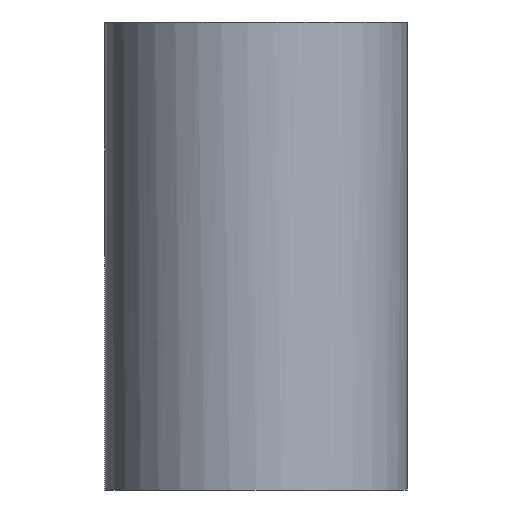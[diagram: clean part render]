
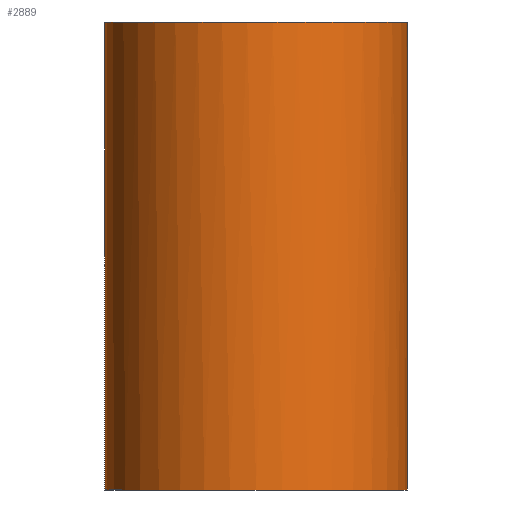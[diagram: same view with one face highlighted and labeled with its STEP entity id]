
A CAD part, front view. The second image highlights one B-rep face of the part: STEP entity #2889.
In plain terms, the highlighted cylindrical face has radius 15.24 mm (diameter 30.48 mm), a full revolution.
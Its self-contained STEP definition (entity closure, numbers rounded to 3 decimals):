
#209=FACE_OUTER_BOUND('',#369,.T.);
#369=EDGE_LOOP('',(#2605,#2606,#2607,#2608,#2609,#2610,#2611,#2612));
#381=CIRCLE('',#3034,15.24);
#385=CIRCLE('',#3054,15.24);
#386=CIRCLE('',#3055,15.24);
#388=CIRCLE('',#3062,15.24);
#804=LINE('',#14874,#972);
#811=LINE('',#14887,#979);
#814=LINE('',#16034,#982);
#972=VECTOR('',#3545,10.);
#979=VECTOR('',#3558,10.);
#982=VECTOR('',#3593,15.24);
#1236=VERTEX_POINT('',#14462);
#1266=VERTEX_POINT('',#14722);
#1267=VERTEX_POINT('',#14724);
#1268=VERTEX_POINT('',#14726);
#1271=VERTEX_POINT('',#14873);
#1274=VERTEX_POINT('',#14885);
#1648=EDGE_CURVE('',#1236,#1236,#381,.T.);
#1692=EDGE_CURVE('',#1267,#1266,#385,.T.);
#1693=EDGE_CURVE('',#1268,#1267,#386,.T.);
#1698=EDGE_CURVE('',#1271,#1268,#804,.T.);
#1705=EDGE_CURVE('',#1266,#1274,#811,.T.);
#1706=EDGE_CURVE('',#1274,#1271,#388,.T.);
#1722=EDGE_CURVE('',#1236,#1267,#814,.T.);
#2605=ORIENTED_EDGE('',*,*,#1648,.F.);
#2606=ORIENTED_EDGE('',*,*,#1722,.T.);
#2607=ORIENTED_EDGE('',*,*,#1692,.T.);
#2608=ORIENTED_EDGE('',*,*,#1705,.T.);
#2609=ORIENTED_EDGE('',*,*,#1706,.T.);
#2610=ORIENTED_EDGE('',*,*,#1698,.T.);
#2611=ORIENTED_EDGE('',*,*,#1693,.T.);
#2612=ORIENTED_EDGE('',*,*,#1722,.F.);
#2735=CYLINDRICAL_SURFACE('',#3076,15.24);
#2889=ADVANCED_FACE('',(#209),#2735,.T.);
#3034=AXIS2_PLACEMENT_3D('',#14463,#3457,#3458);
#3054=AXIS2_PLACEMENT_3D('',#14725,#3535,#3536);
#3055=AXIS2_PLACEMENT_3D('',#14727,#3537,#3538);
#3062=AXIS2_PLACEMENT_3D('',#14889,#3561,#3562);
#3076=AXIS2_PLACEMENT_3D('',#16033,#3591,#3592);
#3457=DIRECTION('center_axis',(0.,0.,
-1.));
#3458=DIRECTION('ref_axis',(1.,0.,0.));
#3535=DIRECTION('center_axis',(0.,0.,
-1.));
#3536=DIRECTION('ref_axis',(1.,0.,0.));
#3537=DIRECTION('center_axis',(0.,0.,
-1.));
#3538=DIRECTION('ref_axis',(1.,0.,0.));
#3545=DIRECTION('',(0.,0.,1.));
#3558=DIRECTION('',(0.,0.,-1.));
#3561=DIRECTION('center_axis',(0.,0.,-1.));
#3562=DIRECTION('ref_axis',(1.,0.,0.));
#3591=DIRECTION('center_axis',(0.,0.,
-1.));
#3592=DIRECTION('ref_axis',(1.,0.,0.));
#3593=DIRECTION('',(0.,0.,1.));
#14462=CARTESIAN_POINT('',(-15.5,-41.98,-17.34));
#14463=CARTESIAN_POINT('Origin',(-0.26,-41.98,-17.34));
#14722=CARTESIAN_POINT('',(-7.405,-28.519,29.76));
#14724=CARTESIAN_POINT('',(-15.5,-41.98,29.76));
#14725=CARTESIAN_POINT('Origin',(-0.26,-41.98,29.76));
#14726=CARTESIAN_POINT('',(7.145,-28.66,29.76));
#14727=CARTESIAN_POINT('Origin',(-0.26,-41.98,29.76));
#14873=CARTESIAN_POINT('',(7.145,-28.66,-2.24));
#14874=CARTESIAN_POINT('',(7.145,-28.66,29.76));
#14885=CARTESIAN_POINT('',(-7.405,-28.519,-2.24));
#14887=CARTESIAN_POINT('',(-7.405,-28.519,29.76));
#14889=CARTESIAN_POINT('Origin',(-0.26,-41.98,-2.24));
#16033=CARTESIAN_POINT('Origin',(-0.26,-41.98,29.76));
#16034=CARTESIAN_POINT('',(-15.5,-41.98,29.76));
